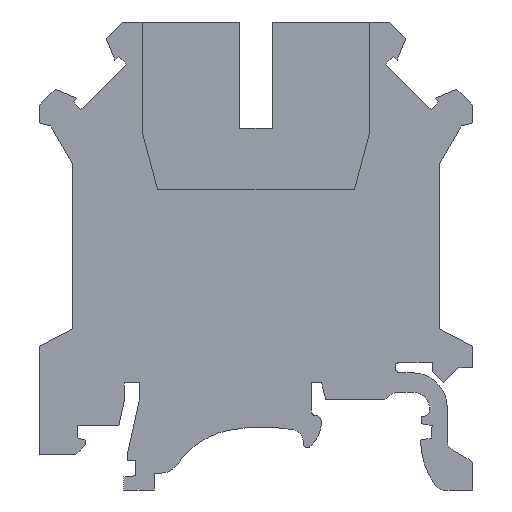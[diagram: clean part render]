
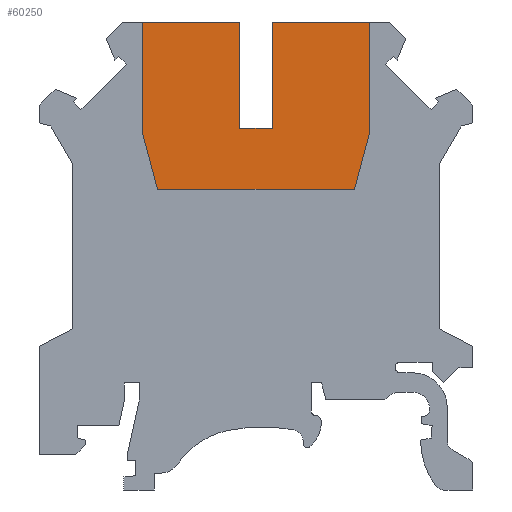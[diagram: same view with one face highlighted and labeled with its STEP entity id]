
A CAD part, left-side view. The second image highlights one B-rep face of the part: STEP entity #60250.
In plain terms, the highlighted face is planar.
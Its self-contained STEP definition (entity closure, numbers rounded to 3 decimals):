
#560=CARTESIAN_POINT('',(-97.534,0.,0.55));
#570=VERTEX_POINT('',#560);
#600=CARTESIAN_POINT('',(0.,0.,0.55));
#610=DIRECTION('',(-1.,0.,0.));
#620=VECTOR('',#610,1.);
#630=LINE('',#600,#620);
#640=CARTESIAN_POINT('',(-88.009,0.,0.55));
#650=VERTEX_POINT('',#640);
#660=EDGE_CURVE('',#650,#570,#630,.T.);
#6370=CARTESIAN_POINT('',(-88.009,0.,0.55));
#6380=DIRECTION('',(0.,1.,0.));
#6390=VECTOR('',#6380,1.);
#6400=LINE('',#6370,#6390);
#6410=CARTESIAN_POINT('',(-88.009,-10.4,0.55));
#6420=VERTEX_POINT('',#6410);
#6430=EDGE_CURVE('',#6420,#650,#6400,.T.);
#34900=CARTESIAN_POINT('',(-84.809,0.,0.55));
#34910=VERTEX_POINT('',#34900);
#34990=CARTESIAN_POINT('',(-84.809,-10.4,0.55));
#35000=VERTEX_POINT('',#34990);
#35030=CARTESIAN_POINT('',(-84.809,0.,0.55));
#35040=DIRECTION('',(0.,-1.,0.));
#35050=VECTOR('',#35040,1.);
#35060=LINE('',#35030,#35050);
#35070=EDGE_CURVE('',#34910,#35000,#35060,.T.);
#42910=CARTESIAN_POINT('',(0.,-10.4,0.55));
#42920=DIRECTION('',(-1.,0.,0.));
#42930=VECTOR('',#42920,1.);
#42940=LINE('',#42910,#42930);
#42950=EDGE_CURVE('',#35000,#6420,#42940,.T.);
#43660=CARTESIAN_POINT('',(0.,0.,0.55));
#43670=DIRECTION('',(-1.,0.,0.));
#43680=VECTOR('',#43670,1.);
#43690=LINE('',#43660,#43680);
#43700=CARTESIAN_POINT('',(-75.284,0.,0.55));
#43710=VERTEX_POINT('',#43700);
#43720=EDGE_CURVE('',#43710,#34910,#43690,.T.);
#59610=CARTESIAN_POINT('',(-97.534,-10.9,0.55));
#59620=VERTEX_POINT('',#59610);
#59650=CARTESIAN_POINT('',(-97.534,-10.9,0.55));
#59660=DIRECTION('',(0.,1.,0.));
#59670=VECTOR('',#59660,1.);
#59680=LINE('',#59650,#59670);
#59690=EDGE_CURVE('',#59620,#570,#59680,.T.);
#59820=CARTESIAN_POINT('',(-75.523,-16.002,
0.55));
#59830=DIRECTION('',(0.,0.,-1.));
#59840=DIRECTION('',(-1.,0.,0.));
#59850=AXIS2_PLACEMENT_3D('',#59820,#59830,#59840);
#59860=PLANE('',#59850);
#59870=ORIENTED_EDGE('',*,*,#43720,.F.);
#59880=ORIENTED_EDGE('',*,*,#35070,.F.);
#59890=ORIENTED_EDGE('',*,*,#42950,.F.);
#59900=ORIENTED_EDGE('',*,*,#6430,.F.);
#59910=ORIENTED_EDGE('',*,*,#660,.F.);
#59920=ORIENTED_EDGE('',*,*,#59690,.T.);
#59930=CARTESIAN_POINT('',(-96.06,-16.4,0.55));
#59940=DIRECTION('',(-0.259,0.966,
0.));
#59950=VECTOR('',#59940,1.);
#59960=LINE('',#59930,#59950);
#59970=CARTESIAN_POINT('',(-96.06,-16.4,0.55));
#59980=VERTEX_POINT('',#59970);
#59990=EDGE_CURVE('',#59980,#59620,#59960,.T.);
#60000=ORIENTED_EDGE('',*,*,#59990,.T.);
#60010=CARTESIAN_POINT('',(-76.758,-16.4,0.55));
#60020=DIRECTION('',(-1.,0.,0.));
#60030=VECTOR('',#60020,1.);
#60040=LINE('',#60010,#60030);
#60050=CARTESIAN_POINT('',(-76.758,-16.4,0.55));
#60060=VERTEX_POINT('',#60050);
#60070=EDGE_CURVE('',#60060,#59980,#60040,.T.);
#60080=ORIENTED_EDGE('',*,*,#60070,.T.);
#60090=CARTESIAN_POINT('',(-75.284,-10.9,0.55));
#60100=DIRECTION('',(-0.259,-0.966,
0.));
#60110=VECTOR('',#60100,1.);
#60120=LINE('',#60090,#60110);
#60130=CARTESIAN_POINT('',(-75.284,-10.9,0.55));
#60140=VERTEX_POINT('',#60130);
#60150=EDGE_CURVE('',#60140,#60060,#60120,.T.);
#60160=ORIENTED_EDGE('',*,*,#60150,.T.);
#60170=CARTESIAN_POINT('',(-75.284,1.898,
0.55));
#60180=DIRECTION('',(0.,-1.,0.));
#60190=VECTOR('',#60180,1.);
#60200=LINE('',#60170,#60190);
#60210=EDGE_CURVE('',#43710,#60140,#60200,.T.);
#60220=ORIENTED_EDGE('',*,*,#60210,.T.);
#60230=EDGE_LOOP('',(#60220,#60160,#60080,#60000,#59920,#59910,#59900,
#59890,#59880,#59870));
#60240=FACE_OUTER_BOUND('',#60230,.T.);
#60250=ADVANCED_FACE('',(#60240),#59860,.T.);
